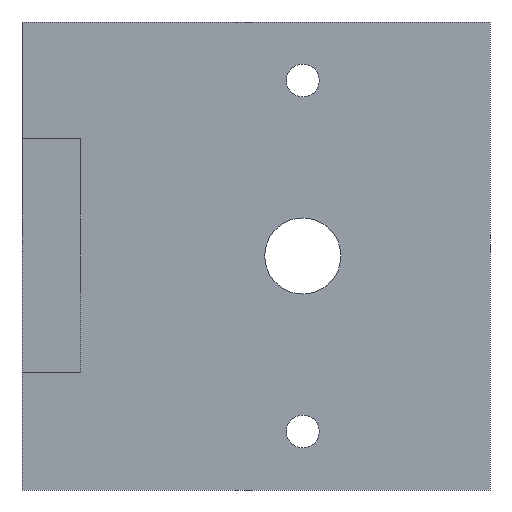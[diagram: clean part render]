
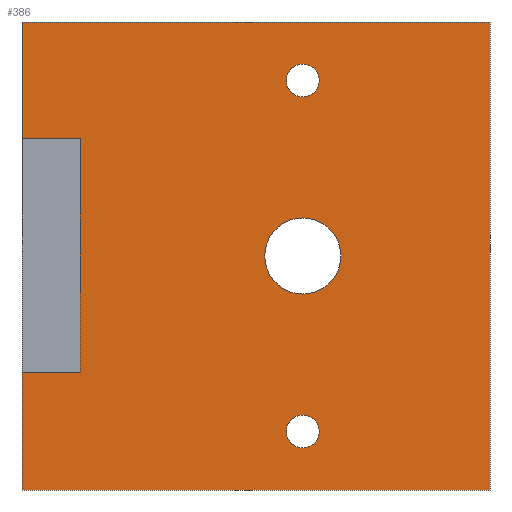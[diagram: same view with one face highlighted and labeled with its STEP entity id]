
A CAD part, front view. The second image highlights one B-rep face of the part: STEP entity #386.
In plain terms, the highlighted planar face has unit normal (0, -1, 0).
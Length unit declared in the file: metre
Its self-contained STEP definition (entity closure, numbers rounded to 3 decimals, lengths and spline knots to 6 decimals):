
#20=CIRCLE('',#425,0.001784);
#21=CIRCLE('',#426,0.001784);
#22=CIRCLE('',#427,0.004128);
#66=ORIENTED_EDGE('',*,*,#156,.T.);
#67=ORIENTED_EDGE('',*,*,#157,.T.);
#68=ORIENTED_EDGE('',*,*,#155,.T.);
#69=ORIENTED_EDGE('',*,*,#139,.F.);
#70=ORIENTED_EDGE('',*,*,#158,.F.);
#71=ORIENTED_EDGE('',*,*,#136,.T.);
#72=ORIENTED_EDGE('',*,*,#159,.F.);
#73=ORIENTED_EDGE('',*,*,#143,.T.);
#74=ORIENTED_EDGE('',*,*,#145,.F.);
#75=ORIENTED_EDGE('',*,*,#149,.F.);
#76=ORIENTED_EDGE('',*,*,#160,.T.);
#136=EDGE_CURVE('',#184,#185,#222,.T.);
#139=EDGE_CURVE('',#187,#188,#224,.T.);
#143=EDGE_CURVE('',#192,#191,#228,.T.);
#145=EDGE_CURVE('',#193,#191,#230,.T.);
#149=EDGE_CURVE('',#196,#193,#234,.T.);
#155=EDGE_CURVE('',#196,#188,#237,.T.);
#156=EDGE_CURVE('',#200,#200,#20,.F.);
#157=EDGE_CURVE('',#201,#201,#21,.F.);
#158=EDGE_CURVE('',#184,#187,#238,.T.);
#159=EDGE_CURVE('',#192,#185,#239,.T.);
#160=EDGE_CURVE('',#202,#202,#22,.F.);
#184=VERTEX_POINT('',#568);
#185=VERTEX_POINT('',#570);
#187=VERTEX_POINT('',#576);
#188=VERTEX_POINT('',#578);
#191=VERTEX_POINT('',#584);
#192=VERTEX_POINT('',#586);
#193=VERTEX_POINT('',#590);
#196=VERTEX_POINT('',#597);
#200=VERTEX_POINT('',#612);
#201=VERTEX_POINT('',#614);
#202=VERTEX_POINT('',#618);
#222=LINE('',#571,#264);
#224=LINE('',#577,#266);
#228=LINE('',#585,#270);
#230=LINE('',#589,#272);
#234=LINE('',#598,#276);
#237=LINE('',#609,#279);
#238=LINE('',#615,#280);
#239=LINE('',#616,#281);
#264=VECTOR('',#460,1.);
#266=VECTOR('',#466,1.);
#270=VECTOR('',#470,1.);
#272=VECTOR('',#474,1.);
#276=VECTOR('',#480,1.);
#279=VECTOR('',#493,1.);
#280=VECTOR('',#500,1.);
#281=VECTOR('',#501,1.);
#306=EDGE_LOOP('',(#66));
#307=EDGE_LOOP('',(#67));
#308=EDGE_LOOP('',(#68,#69,#70,#71,#72,#73,#74,#75));
#309=EDGE_LOOP('',(#76));
#340=FACE_BOUND('',#306,.T.);
#341=FACE_BOUND('',#307,.T.);
#342=FACE_BOUND('',#308,.T.);
#343=FACE_BOUND('',#309,.T.);
#369=PLANE('',#424);
#386=ADVANCED_FACE('',(#340,#341,#342,#343),#369,.T.);
#424=AXIS2_PLACEMENT_3D('',#610,#494,#495);
#425=AXIS2_PLACEMENT_3D('',#611,#496,#497);
#426=AXIS2_PLACEMENT_3D('',#613,#498,#499);
#427=AXIS2_PLACEMENT_3D('',#617,#502,#503);
#460=DIRECTION('',(0.,0.,-1.));
#466=DIRECTION('',(0.,0.,1.));
#470=DIRECTION('',(0.,0.,-1.));
#474=DIRECTION('',(-1.,0.,0.));
#480=DIRECTION('',(0.,0.,-1.));
#493=DIRECTION('',(-1.,0.,0.));
#494=DIRECTION('',(0.,-1.,0.));
#495=DIRECTION('',(1.,0.,0.));
#496=DIRECTION('',(0.,-1.,0.));
#497=DIRECTION('',(1.,0.,0.));
#498=DIRECTION('',(0.,-1.,0.));
#499=DIRECTION('',(1.,0.,0.));
#500=DIRECTION('',(-1.,0.,0.));
#501=DIRECTION('',(1.,0.,0.));
#502=DIRECTION('',(0.,-1.,0.));
#503=DIRECTION('',(1.,0.,0.));
#568=CARTESIAN_POINT('',(-0.01905,0.01905,0.0381));
#570=CARTESIAN_POINT('',(-0.01905,0.01905,0.0127));
#571=CARTESIAN_POINT('',(-0.01905,0.01905,0.0508));
#576=CARTESIAN_POINT('',(-0.0254,0.01905,0.0381));
#577=CARTESIAN_POINT('',(-0.0254,0.01905,0.0381));
#578=CARTESIAN_POINT('',(-0.0254,0.01905,0.0508));
#584=CARTESIAN_POINT('',(-0.0254,0.01905,0.));
#585=CARTESIAN_POINT('',(-0.0254,0.01905,0.0127));
#586=CARTESIAN_POINT('',(-0.0254,0.01905,0.0127));
#589=CARTESIAN_POINT('',(0.003175,0.01905,0.));
#590=CARTESIAN_POINT('',(0.0254,0.01905,0.));
#597=CARTESIAN_POINT('',(0.0254,0.01905,0.0508));
#598=CARTESIAN_POINT('',(0.0254,0.01905,0.0508));
#609=CARTESIAN_POINT('',(0.003175,0.01905,0.0508));
#610=CARTESIAN_POINT('',(0.003175,0.01905,0.0508));
#611=CARTESIAN_POINT('',(0.00508,0.01905,0.00635));
#612=CARTESIAN_POINT('',(0.006864,0.01905,0.00635));
#613=CARTESIAN_POINT('',(0.00508,0.01905,0.04445));
#614=CARTESIAN_POINT('',(0.006864,0.01905,0.04445));
#615=CARTESIAN_POINT('',(0.003175,0.01905,0.0381));
#616=CARTESIAN_POINT('',(0.,0.01905,0.0127));
#617=CARTESIAN_POINT('',(0.00508,0.01905,0.0254));
#618=CARTESIAN_POINT('',(0.009208,0.01905,0.0254));
